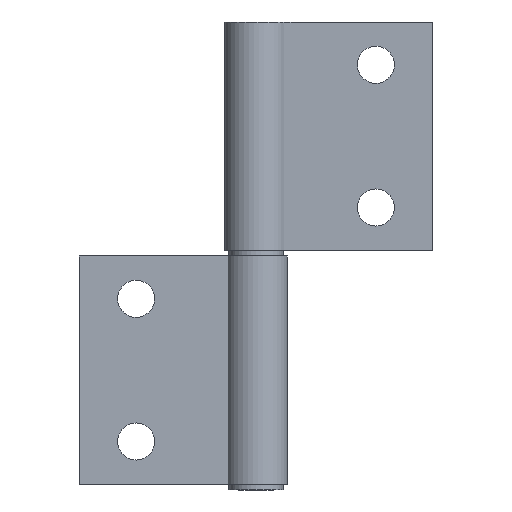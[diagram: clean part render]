
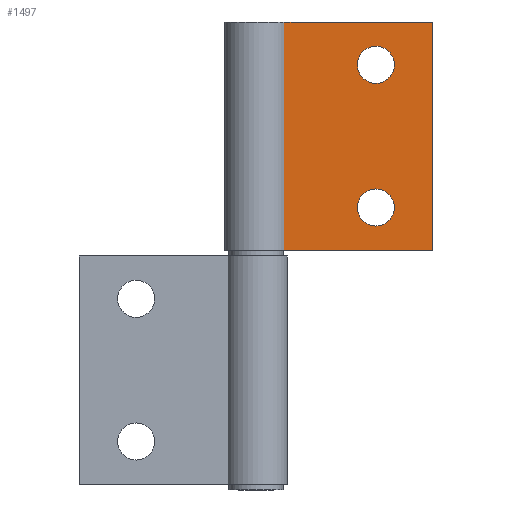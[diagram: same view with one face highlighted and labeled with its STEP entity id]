
A CAD part, front view. The second image highlights one B-rep face of the part: STEP entity #1497.
In plain terms, the highlighted planar face has unit normal (0, -1, 0).
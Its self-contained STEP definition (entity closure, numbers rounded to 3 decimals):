
#150 = CARTESIAN_POINT ( 'NONE',  ( 21., -2.5, -15.75 ) ) ;
#155 = CARTESIAN_POINT ( 'NONE',  ( 21., -2.5, -9.25 ) ) ;
#158 = CARTESIAN_POINT ( 'NONE',  ( 21., -2.5, 9.25 ) ) ;
#159 = CARTESIAN_POINT ( 'NONE',  ( 21., -2.5, 15.75 ) ) ;
#161 = CARTESIAN_POINT ( 'NONE',  ( 31., -2.5, 20. ) ) ;
#163 = CARTESIAN_POINT ( 'NONE',  ( 31., -2.5, -20. ) ) ;
#167 = CARTESIAN_POINT ( 'NONE',  ( 4.899, -2.5, -20. ) ) ;
#170 = CARTESIAN_POINT ( 'NONE',  ( 4.899, -2.5, 20. ) ) ;
#199 = VERTEX_POINT ( 'NONE', #170 ) ;
#202 = VERTEX_POINT ( 'NONE', #167 ) ;
#206 = VERTEX_POINT ( 'NONE', #163 ) ;
#208 = VERTEX_POINT ( 'NONE', #161 ) ;
#265 = ORIENTED_EDGE ( 'NONE', *, *, #1503, .T. ) ;
#266 = ORIENTED_EDGE ( 'NONE', *, *, #1502, .T. ) ;
#267 = ORIENTED_EDGE ( 'NONE', *, *, #1485, .T. ) ;
#268 = ORIENTED_EDGE ( 'NONE', *, *, #1474, .T. ) ;
#269 = ORIENTED_EDGE ( 'NONE', *, *, #1472, .F. ) ;
#270 = ORIENTED_EDGE ( 'NONE', *, *, #1470, .T. ) ;
#271 = ORIENTED_EDGE ( 'NONE', *, *, #1504, .F. ) ;
#273 = ORIENTED_EDGE ( 'NONE', *, *, #1480, .T. ) ;
#314 = VERTEX_POINT ( 'NONE', #159 ) ;
#315 = VERTEX_POINT ( 'NONE', #158 ) ;
#318 = VERTEX_POINT ( 'NONE', #155 ) ;
#323 = VERTEX_POINT ( 'NONE', #150 ) ;
#349 = EDGE_LOOP ( 'NONE', ( #266, #268 ) ) ;
#350 = EDGE_LOOP ( 'NONE', ( #265, #270 ) ) ;
#351 = EDGE_LOOP ( 'NONE', ( #267, #271, #269, #273 ) ) ;
#471 = VECTOR ( 'NONE', #888, 1000. ) ;
#472 = VECTOR ( 'NONE', #833, 1000. ) ;
#482 = FACE_BOUND ( 'NONE', #349, .T. ) ;
#509 = FACE_BOUND ( 'NONE', #350, .T. ) ;
#510 = AXIS2_PLACEMENT_3D ( 'NONE', #791, #787, #786 ) ;
#513 = FACE_OUTER_BOUND ( 'NONE', #351, .T. ) ;
#517 = AXIS2_PLACEMENT_3D ( 'NONE', #785, #784, #783 ) ;
#538 = AXIS2_PLACEMENT_3D ( 'NONE', #844, #876, #874 ) ;
#540 = AXIS2_PLACEMENT_3D ( 'NONE', #898, #892, #890 ) ;
#567 = AXIS2_PLACEMENT_3D ( 'NONE', #803, #802, #801 ) ;
#574 = VECTOR ( 'NONE', #879, 1000. ) ;
#605 = VECTOR ( 'NONE', #779, 1000. ) ;
#779 = DIRECTION ( 'NONE',  ( 0., 0., -1. ) ) ;
#780 = CARTESIAN_POINT ( 'NONE',  ( 31., -2.5, 20. ) ) ;
#781 = LINE ( 'NONE', #780, #605 ) ;
#783 = DIRECTION ( 'NONE',  ( 0., 0., 1. ) ) ;
#784 = DIRECTION ( 'NONE',  ( 0., 1., 0. ) ) ;
#785 = CARTESIAN_POINT ( 'NONE',  ( 21., -2.5, 12.5 ) ) ;
#786 = DIRECTION ( 'NONE',  ( 0., 0., 1. ) ) ;
#787 = DIRECTION ( 'NONE',  ( 0., 1., 0. ) ) ;
#791 = CARTESIAN_POINT ( 'NONE',  ( 21., -2.5, -12.5 ) ) ;
#801 = DIRECTION ( 'NONE',  ( 0., 0., 1. ) ) ;
#802 = DIRECTION ( 'NONE',  ( 0., 1., 0. ) ) ;
#803 = CARTESIAN_POINT ( 'NONE',  ( 4.899, -2.5, 20. ) ) ;
#804 = PLANE ( 'NONE',  #567 ) ;
#833 = DIRECTION ( 'NONE',  ( 1., 0., 0. ) ) ;
#835 = CARTESIAN_POINT ( 'NONE',  ( 4.899, -2.5, -20. ) ) ;
#836 = LINE ( 'NONE', #835, #472 ) ;
#844 = CARTESIAN_POINT ( 'NONE',  ( 21., -2.5, -12.5 ) ) ;
#853 = CARTESIAN_POINT ( 'NONE',  ( 4.899, -2.5, 20. ) ) ;
#854 = LINE ( 'NONE', #853, #471 ) ;
#874 = DIRECTION ( 'NONE',  ( 0., 0., 1. ) ) ;
#876 = DIRECTION ( 'NONE',  ( 0., 1., 0. ) ) ;
#879 = DIRECTION ( 'NONE',  ( 1., 0., 0. ) ) ;
#880 = CARTESIAN_POINT ( 'NONE',  ( 4.899, -2.5, 20. ) ) ;
#881 = LINE ( 'NONE', #880, #574 ) ;
#888 = DIRECTION ( 'NONE',  ( 0., 0., -1. ) ) ;
#890 = DIRECTION ( 'NONE',  ( 0., 0., 1. ) ) ;
#892 = DIRECTION ( 'NONE',  ( 0., 1., 0. ) ) ;
#898 = CARTESIAN_POINT ( 'NONE',  ( 21., -2.5, 12.5 ) ) ;
#1433 = CIRCLE ( 'NONE', #517, 3.25 ) ;
#1434 = CIRCLE ( 'NONE', #510, 3.25 ) ;
#1447 = CIRCLE ( 'NONE', #538, 3.25 ) ;
#1449 = CIRCLE ( 'NONE', #540, 3.25 ) ;
#1470 = EDGE_CURVE ( 'NONE', #315, #314, #1449, .T. ) ;
#1472 = EDGE_CURVE ( 'NONE', #199, #208, #881, .T. ) ;
#1474 = EDGE_CURVE ( 'NONE', #323, #318, #1447, .T. ) ;
#1480 = EDGE_CURVE ( 'NONE', #199, #202, #854, .T. ) ;
#1485 = EDGE_CURVE ( 'NONE', #202, #206, #836, .T. ) ;
#1497 = ADVANCED_FACE ( 'NONE', ( #482, #509, #513 ), #804, .F. ) ;
#1502 = EDGE_CURVE ( 'NONE', #318, #323, #1434, .T. ) ;
#1503 = EDGE_CURVE ( 'NONE', #314, #315, #1433, .T. ) ;
#1504 = EDGE_CURVE ( 'NONE', #208, #206, #781, .T. ) ;
